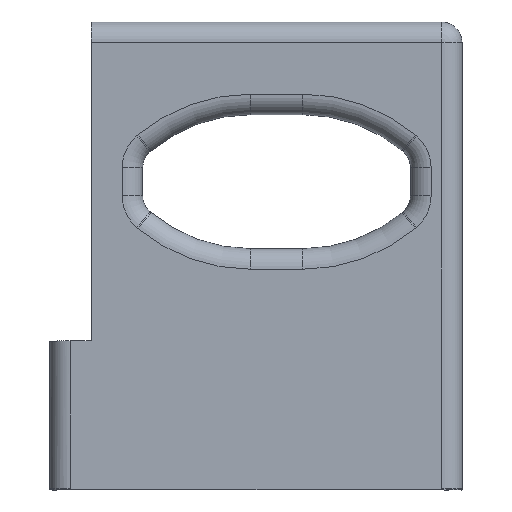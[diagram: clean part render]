
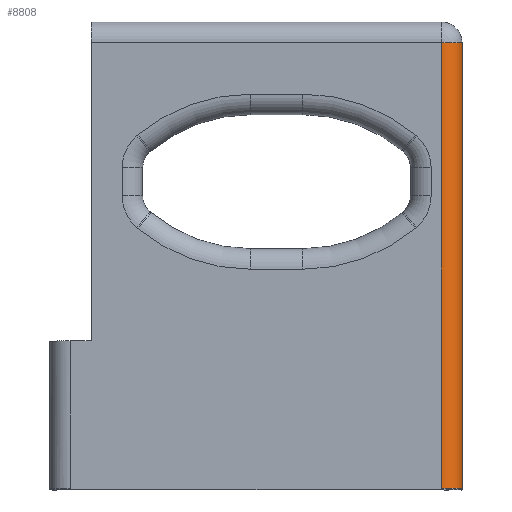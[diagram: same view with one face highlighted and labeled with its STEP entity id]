
A CAD part, front view. The second image highlights one B-rep face of the part: STEP entity #8808.
In plain terms, the highlighted cylindrical face has radius 2 mm (diameter 4 mm), a partial arc.
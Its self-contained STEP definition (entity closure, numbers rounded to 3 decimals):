
#259 = EDGE_LOOP ( 'NONE', ( #1862, #1849, #8703, #368 ) ) ;
#368 = ORIENTED_EDGE ( 'NONE', *, *, #5467, .F. ) ;
#388 = LINE ( 'NONE', #7294, #1131 ) ;
#443 = DIRECTION ( 'NONE',  ( 0., 0., 1. ) ) ;
#462 = CARTESIAN_POINT ( 'NONE',  ( 61.197, -18.735, -12.219 ) ) ;
#545 = CARTESIAN_POINT ( 'NONE',  ( 59.197, -20.735, -12.219 ) ) ;
#893 = DIRECTION ( 'NONE',  ( 1., 0., 0. ) ) ;
#932 = VERTEX_POINT ( 'NONE', #1583 ) ;
#1131 = VECTOR ( 'NONE', #8712, 1000. ) ;
#1399 = DIRECTION ( 'NONE',  ( 0., 0., 1. ) ) ;
#1583 = CARTESIAN_POINT ( 'NONE',  ( 59.197, -20.735, -55.49 ) ) ;
#1613 = DIRECTION ( 'NONE',  ( 1., 0., 0. ) ) ;
#1816 = VERTEX_POINT ( 'NONE', #462 ) ;
#1849 = ORIENTED_EDGE ( 'NONE', *, *, #8398, .F. ) ;
#1862 = ORIENTED_EDGE ( 'NONE', *, *, #8684, .F. ) ;
#1997 = CARTESIAN_POINT ( 'NONE',  ( 59.197, -18.735, -55.49 ) ) ;
#2410 = DIRECTION ( 'NONE',  ( 0., 0., 1. ) ) ;
#2411 = AXIS2_PLACEMENT_3D ( 'NONE', #1997, #6867, #7603 ) ;
#4473 = CARTESIAN_POINT ( 'NONE',  ( 59.197, -20.735, -12.219 ) ) ;
#4782 = CIRCLE ( 'NONE', #7832, 2. ) ;
#4841 = EDGE_CURVE ( 'NONE', #932, #7863, #5615, .T. ) ;
#4906 = CARTESIAN_POINT ( 'NONE',  ( 61.197, -18.735, -55.49 ) ) ;
#5101 = CYLINDRICAL_SURFACE ( 'NONE', #5200, 2. ) ;
#5116 = VERTEX_POINT ( 'NONE', #545 ) ;
#5200 = AXIS2_PLACEMENT_3D ( 'NONE', #7284, #2410, #1613 ) ;
#5467 = EDGE_CURVE ( 'NONE', #1816, #7863, #388, .T. ) ;
#5615 = CIRCLE ( 'NONE', #2411, 2. ) ;
#5653 = CARTESIAN_POINT ( 'NONE',  ( 59.197, -18.735, -12.219 ) ) ;
#5969 = LINE ( 'NONE', #4473, #6515 ) ;
#6463 = FACE_OUTER_BOUND ( 'NONE', #259, .T. ) ;
#6515 = VECTOR ( 'NONE', #443, 1000. ) ;
#6867 = DIRECTION ( 'NONE',  ( 0., 0., 1. ) ) ;
#7284 = CARTESIAN_POINT ( 'NONE',  ( 59.197, -18.735, -25.719 ) ) ;
#7294 = CARTESIAN_POINT ( 'NONE',  ( 61.197, -18.735, -55.49 ) ) ;
#7603 = DIRECTION ( 'NONE',  ( 1., 0., 0. ) ) ;
#7832 = AXIS2_PLACEMENT_3D ( 'NONE', #5653, #1399, #893 ) ;
#7863 = VERTEX_POINT ( 'NONE', #4906 ) ;
#8398 = EDGE_CURVE ( 'NONE', #932, #5116, #5969, .T. ) ;
#8684 = EDGE_CURVE ( 'NONE', #5116, #1816, #4782, .T. ) ;
#8703 = ORIENTED_EDGE ( 'NONE', *, *, #4841, .T. ) ;
#8712 = DIRECTION ( 'NONE',  ( 0., 0., -1. ) ) ;
#8808 = ADVANCED_FACE ( 'NONE', ( #6463 ), #5101, .T. ) ;
